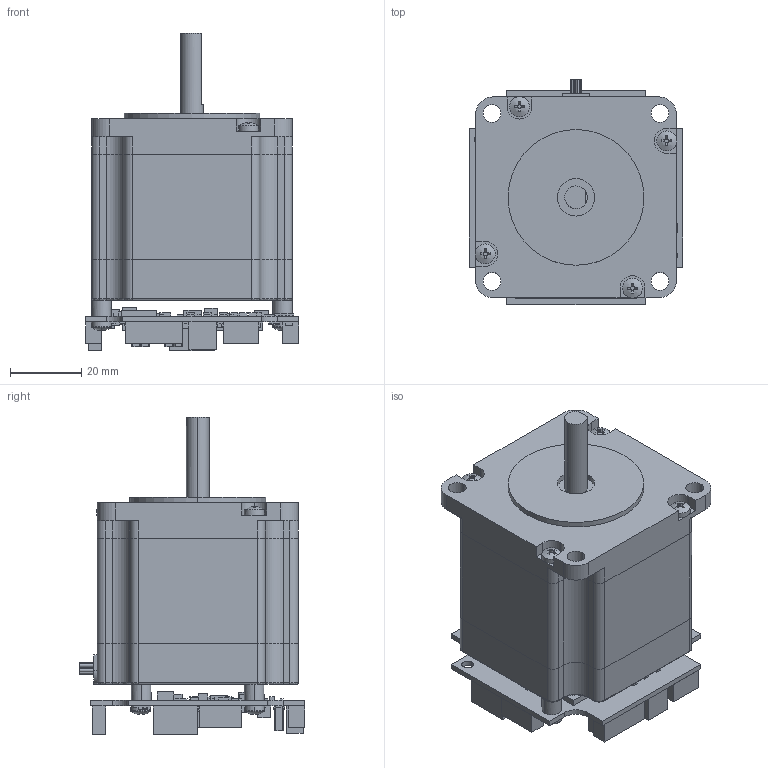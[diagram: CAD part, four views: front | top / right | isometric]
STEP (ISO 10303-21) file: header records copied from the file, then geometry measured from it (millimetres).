
FILE_DESCRIPTION (( 'STEP AP214' ), '1' );
FILE_NAME ('PD57-2-1160.STEP', '2016-10-17T11:57:05', ( 'Pearu Orusalu' ), ( 'Microsoft' ), 'SwSTEP 2.0', 'SolidWorks 2016', '' );
FILE_SCHEMA (( 'AUTOMOTIVE_DESIGN' ));
Length unit declared in the file: millimetre
Products named in the file (4): PD57-2-1160; pan head cross recess screw_iso_ISO 7045 - M3 x 4 - Z - 4N; TMCM-1160_V11; NEMA23_41mm_DPM57SH41-4A.018_PD57-2-1160 
Assembly tree (4 placements, depth 2):
  PD57-2-1160
    NEMA23_41mm_DPM57SH41-4A.018_PD57-2-1160 
    TMCM-1160_V11
    pan head cross recess screw_iso_ISO 7045 - M3 x 4 - Z - 4N  x2
Bounding box: 60 x 63.2 x 89.13 mm (x, y, z)
Volume: 157512.3 mm3; surface area: 29667.2 mm2
Topology: 4 solids, 4 shells, 1382 faces, 3389 edges, 2199 vertices
Faces by surface type: plane 1165, cylinder 159, cone 30, bspline 16, torus 8, sphere 4
Entity records: 53203 total; most frequent: CARTESIAN_POINT 7343, ORIENTED_EDGE 6558, DIRECTION 6200, EDGE_CURVE 3279, VECTOR 2848, LINE 2848, VERTEX_POINT 2139, AXIS2_PLACEMENT_3D 1676
